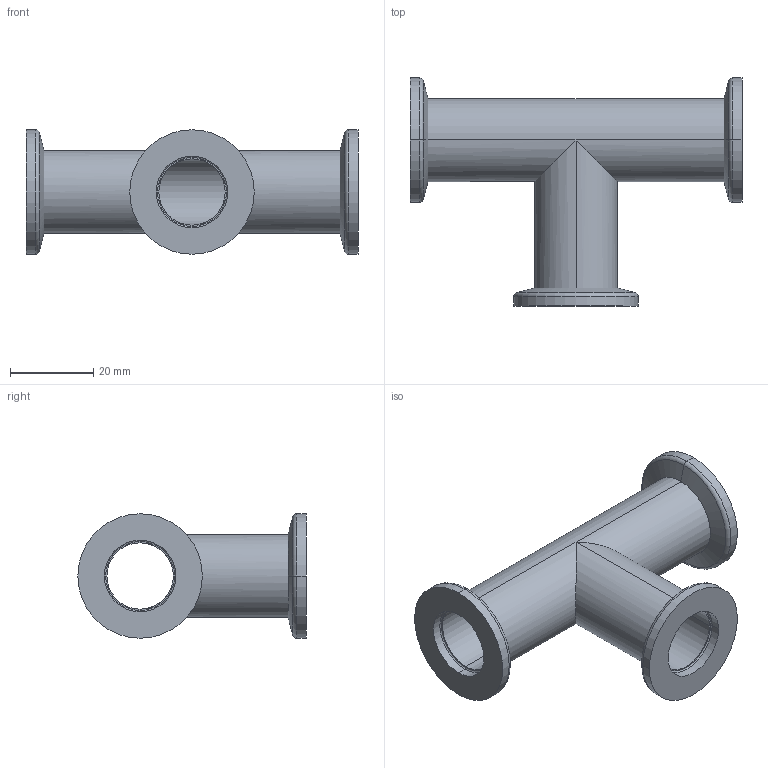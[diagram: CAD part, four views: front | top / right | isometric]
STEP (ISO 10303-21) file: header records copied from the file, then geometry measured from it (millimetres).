
FILE_DESCRIPTION (( 'STEP AP214' ), '1' );
FILE_NAME ('120RTS016.stp', '2017-06-07T08:39:22', ( '' ), ( '' ), 'SwSTEP 2.0', 'SolidWorks 2015', '' );
FILE_SCHEMA (( 'AUTOMOTIVE_DESIGN' ));
Length unit declared in the file: millimetre
Products named in the file (1): 120RTS016
Bounding box: 80 x 55 x 30 mm (x, y, z)
Volume: 16262.4 mm3; surface area: 15281.1 mm2
Topology: 1 solids, 1 shells, 58 faces, 120 edges, 72 vertices
Faces by surface type: cylinder 28, torus 12, plane 12, cone 6
Entity records: 2230 total; most frequent: DIRECTION 310, CARTESIAN_POINT 269, ORIENTED_EDGE 240, AXIS2_PLACEMENT_3D 137, EDGE_CURVE 120, CIRCLE 78, VERTEX_POINT 72, EDGE_LOOP 70
